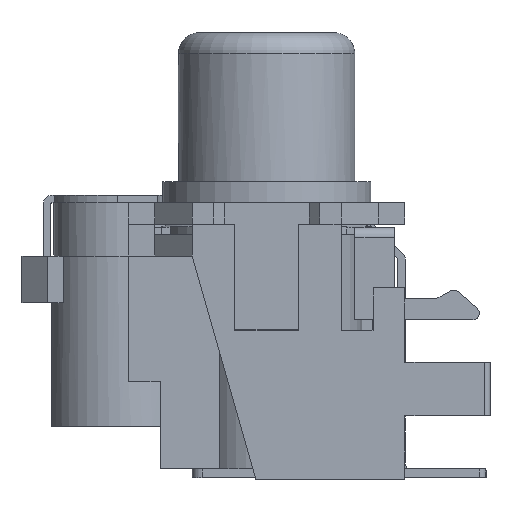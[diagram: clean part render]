
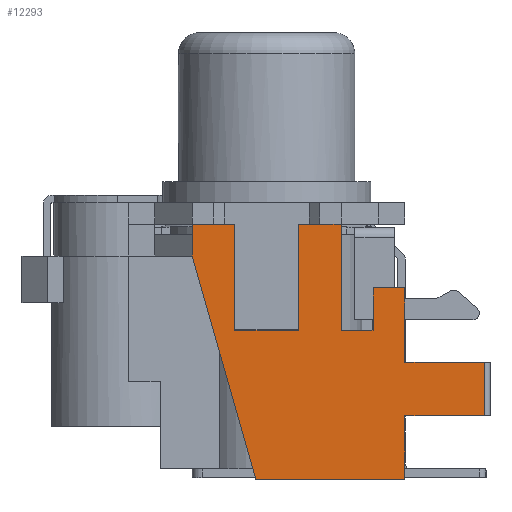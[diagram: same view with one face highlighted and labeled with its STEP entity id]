
A CAD part, left-side view. The second image highlights one B-rep face of the part: STEP entity #12293.
In plain terms, the highlighted planar face has unit normal (-1, 0, 0).
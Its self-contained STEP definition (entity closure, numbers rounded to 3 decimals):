
#720=FACE_OUTER_BOUND('',#1371,.T.);
#1371=EDGE_LOOP('',(#8584,#8585,#8586,#8587,#8588,#8589,#8590,#8591,#8592,
#8593,#8594,#8595,#8596,#8597,#8598,#8599,#8600));
#2119=LINE('',#17733,#3585);
#2128=LINE('',#17761,#3594);
#2133=LINE('',#17773,#3599);
#2138=LINE('',#17782,#3604);
#2139=LINE('',#17785,#3605);
#2159=LINE('',#17837,#3625);
#2299=LINE('',#18150,#3765);
#2301=LINE('',#18154,#3767);
#2305=LINE('',#18161,#3771);
#2306=LINE('',#18163,#3772);
#2307=LINE('',#18164,#3773);
#2308=LINE('',#18166,#3774);
#2309=LINE('',#18168,#3775);
#2310=LINE('',#18170,#3776);
#2311=LINE('',#18172,#3777);
#2312=LINE('',#18173,#3778);
#2313=LINE('',#18174,#3779);
#3585=VECTOR('',#14167,10.);
#3594=VECTOR('',#14196,10.);
#3599=VECTOR('',#14213,10.);
#3604=VECTOR('',#14224,10.);
#3605=VECTOR('',#14227,10.);
#3625=VECTOR('',#14267,10.);
#3765=VECTOR('',#14519,10.);
#3767=VECTOR('',#14523,10.);
#3771=VECTOR('',#14529,10.);
#3772=VECTOR('',#14530,10.);
#3773=VECTOR('',#14531,10.);
#3774=VECTOR('',#14532,10.);
#3775=VECTOR('',#14533,10.);
#3776=VECTOR('',#14534,10.);
#3777=VECTOR('',#14535,10.);
#3778=VECTOR('',#14536,10.);
#3779=VECTOR('',#14537,10.);
#5037=VERTEX_POINT('',#17730);
#5038=VERTEX_POINT('',#17732);
#5047=VERTEX_POINT('',#17760);
#5048=VERTEX_POINT('',#17772);
#5049=VERTEX_POINT('',#17780);
#5050=VERTEX_POINT('',#17784);
#5071=VERTEX_POINT('',#17834);
#5072=VERTEX_POINT('',#17836);
#5188=VERTEX_POINT('',#18147);
#5189=VERTEX_POINT('',#18149);
#5190=VERTEX_POINT('',#18153);
#5192=VERTEX_POINT('',#18160);
#5193=VERTEX_POINT('',#18162);
#5194=VERTEX_POINT('',#18165);
#5195=VERTEX_POINT('',#18167);
#5196=VERTEX_POINT('',#18169);
#5197=VERTEX_POINT('',#18171);
#6316=EDGE_CURVE('',#5037,#5038,#2119,.T.);
#6330=EDGE_CURVE('',#5038,#5047,#2128,.T.);
#6336=EDGE_CURVE('',#5048,#5047,#2133,.T.);
#6341=EDGE_CURVE('',#5049,#5037,#2138,.T.);
#6342=EDGE_CURVE('',#5048,#5050,#2139,.T.);
#6366=EDGE_CURVE('',#5072,#5071,#2159,.T.);
#6527=EDGE_CURVE('',#5189,#5188,#2299,.T.);
#6529=EDGE_CURVE('',#5190,#5189,#2301,.T.);
#6533=EDGE_CURVE('',#5049,#5192,#2305,.T.);
#6534=EDGE_CURVE('',#5192,#5193,#2306,.T.);
#6535=EDGE_CURVE('',#5193,#5072,#2307,.T.);
#6536=EDGE_CURVE('',#5194,#5071,#2308,.T.);
#6537=EDGE_CURVE('',#5194,#5195,#2309,.T.);
#6538=EDGE_CURVE('',#5195,#5196,#2310,.T.);
#6539=EDGE_CURVE('',#5196,#5197,#2311,.T.);
#6540=EDGE_CURVE('',#5190,#5197,#2312,.T.);
#6541=EDGE_CURVE('',#5050,#5188,#2313,.T.);
#8584=ORIENTED_EDGE('',*,*,#6330,.F.);
#8585=ORIENTED_EDGE('',*,*,#6316,.F.);
#8586=ORIENTED_EDGE('',*,*,#6341,.F.);
#8587=ORIENTED_EDGE('',*,*,#6533,.T.);
#8588=ORIENTED_EDGE('',*,*,#6534,.T.);
#8589=ORIENTED_EDGE('',*,*,#6535,.T.);
#8590=ORIENTED_EDGE('',*,*,#6366,.T.);
#8591=ORIENTED_EDGE('',*,*,#6536,.F.);
#8592=ORIENTED_EDGE('',*,*,#6537,.T.);
#8593=ORIENTED_EDGE('',*,*,#6538,.T.);
#8594=ORIENTED_EDGE('',*,*,#6539,.T.);
#8595=ORIENTED_EDGE('',*,*,#6540,.F.);
#8596=ORIENTED_EDGE('',*,*,#6529,.T.);
#8597=ORIENTED_EDGE('',*,*,#6527,.T.);
#8598=ORIENTED_EDGE('',*,*,#6541,.F.);
#8599=ORIENTED_EDGE('',*,*,#6342,.F.);
#8600=ORIENTED_EDGE('',*,*,#6336,.T.);
#11778=PLANE('',#13026);
#12293=ADVANCED_FACE('',(#720),#11778,.T.);
#13026=AXIS2_PLACEMENT_3D('',#18159,#14527,#14528);
#14167=DIRECTION('',(0.,-1.,0.));
#14196=DIRECTION('',(0.,0.,-1.));
#14213=DIRECTION('',(0.,-1.,0.));
#14224=DIRECTION('',(0.,0.,-1.));
#14227=DIRECTION('',(0.,0.,-1.));
#14267=DIRECTION('',(0.,0.,1.));
#14519=DIRECTION('',(0.,-0.275,-0.962));
#14523=DIRECTION('',(0.,0.,-1.));
#14527=DIRECTION('center_axis',(-1.,0.,0.));
#14528=DIRECTION('ref_axis',(0.,1.,0.));
#14529=DIRECTION('',(0.,1.,0.));
#14530=DIRECTION('',(0.,0.,-1.));
#14531=DIRECTION('',(0.,1.,0.));
#14532=DIRECTION('',(0.,-1.,0.));
#14533=DIRECTION('',(0.,0.,-1.));
#14534=DIRECTION('',(0.,1.,0.));
#14535=DIRECTION('',(0.,0.,1.));
#14536=DIRECTION('',(0.,-1.,0.));
#14537=DIRECTION('',(0.,1.,0.));
#17730=CARTESIAN_POINT('',(-13.5,0.,-6.5));
#17732=CARTESIAN_POINT('',(-13.5,-3.75,-6.5));
#17733=CARTESIAN_POINT('',(-13.5,0.,-6.5));
#17760=CARTESIAN_POINT('',(-13.5,-3.75,-9.));
#17761=CARTESIAN_POINT('',(-13.5,-3.75,-4.5));
#17772=CARTESIAN_POINT('',(-13.5,0.,-9.));
#17773=CARTESIAN_POINT('',(-13.5,0.,-9.));
#17780=CARTESIAN_POINT('',(-13.5,0.,-3.));
#17782=CARTESIAN_POINT('',(-13.5,0.,0.));
#17784=CARTESIAN_POINT('',(-13.5,0.,-12.));
#17785=CARTESIAN_POINT('',(-13.5,0.,0.));
#17834=CARTESIAN_POINT('',(-13.5,3.,0.));
#17836=CARTESIAN_POINT('',(-13.5,3.,-5.));
#17837=CARTESIAN_POINT('',(-13.5,3.,0.));
#18147=CARTESIAN_POINT('',(-13.5,7.,-12.));
#18149=CARTESIAN_POINT('',(-13.5,10.,-1.5));
#18150=CARTESIAN_POINT('',(-13.5,9.821,-2.127));
#18153=CARTESIAN_POINT('',(-13.5,10.,0.));
#18154=CARTESIAN_POINT('',(-13.5,10.,0.));
#18159=CARTESIAN_POINT('Origin',(-13.5,0.,0.));
#18160=CARTESIAN_POINT('',(-13.5,1.5,-3.));
#18161=CARTESIAN_POINT('',(-13.5,0.,-3.));
#18162=CARTESIAN_POINT('',(-13.5,1.5,-5.));
#18163=CARTESIAN_POINT('',(-13.5,1.5,0.));
#18164=CARTESIAN_POINT('',(-13.5,1.125,-5.));
#18165=CARTESIAN_POINT('',(-13.5,5.,0.));
#18166=CARTESIAN_POINT('',(-13.5,13.,0.));
#18167=CARTESIAN_POINT('',(-13.5,5.,-5.));
#18168=CARTESIAN_POINT('',(-13.5,5.,-0.25));
#18169=CARTESIAN_POINT('',(-13.5,8.,-5.));
#18170=CARTESIAN_POINT('',(-13.5,3.25,-5.));
#18171=CARTESIAN_POINT('',(-13.5,8.,0.));
#18172=CARTESIAN_POINT('',(-13.5,8.,-0.25));
#18173=CARTESIAN_POINT('',(-13.5,13.,0.));
#18174=CARTESIAN_POINT('',(-13.5,13.,-12.));
